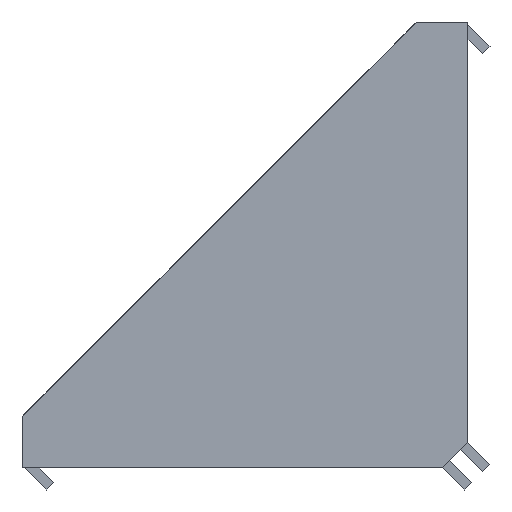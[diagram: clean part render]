
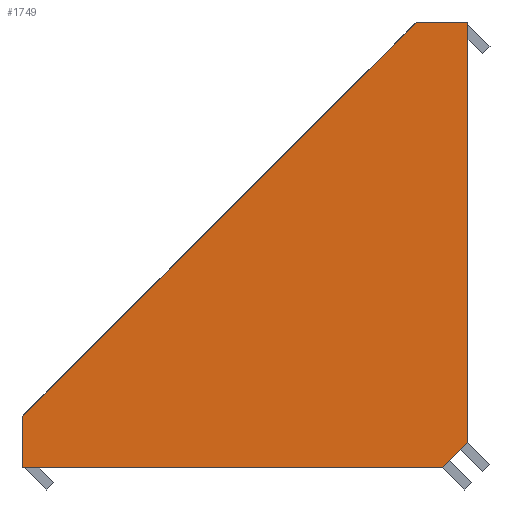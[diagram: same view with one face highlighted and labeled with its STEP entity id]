
A CAD part, left-side view. The second image highlights one B-rep face of the part: STEP entity #1749.
In plain terms, the highlighted planar face has unit normal (-1, 0, 0).
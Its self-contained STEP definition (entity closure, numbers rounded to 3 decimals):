
#18 = DIRECTION ( 'NONE',  ( 0., 0., 1. ) ) ;
#27 = ORIENTED_EDGE ( 'NONE', *, *, #2719, .F. ) ;
#43 = VERTEX_POINT ( 'NONE', #346 ) ;
#96 = AXIS2_PLACEMENT_3D ( 'NONE', #2787, #2301, #3012 ) ;
#99 = LINE ( 'NONE', #2391, #2037 ) ;
#152 = VERTEX_POINT ( 'NONE', #160 ) ;
#160 = CARTESIAN_POINT ( 'NONE',  ( -44., 86., 0. ) ) ;
#165 = DIRECTION ( 'NONE',  ( 0., -0.707, 0.707 ) ) ;
#248 = VECTOR ( 'NONE', #1747, 1000. ) ;
#268 = ORIENTED_EDGE ( 'NONE', *, *, #824, .T. ) ;
#324 = EDGE_CURVE ( 'NONE', #2771, #1927, #1223, .T. ) ;
#346 = CARTESIAN_POINT ( 'NONE',  ( -44., 86., 10. ) ) ;
#384 = CARTESIAN_POINT ( 'NONE',  ( -44., 0., 5. ) ) ;
#387 = ORIENTED_EDGE ( 'NONE', *, *, #2665, .F. ) ;
#440 = VECTOR ( 'NONE', #861, 1000. ) ;
#523 = CARTESIAN_POINT ( 'NONE',  ( -44., 10., 86. ) ) ;
#608 = EDGE_CURVE ( 'NONE', #1927, #863, #940, .T. ) ;
#811 = LINE ( 'NONE', #2854, #440 ) ;
#824 = EDGE_CURVE ( 'NONE', #1524, #863, #99, .T. ) ;
#861 = DIRECTION ( 'NONE',  ( 0., 1., 0. ) ) ;
#863 = VERTEX_POINT ( 'NONE', #384 ) ;
#940 = LINE ( 'NONE', #2722, #2233 ) ;
#977 = ORIENTED_EDGE ( 'NONE', *, *, #324, .F. ) ;
#1223 = LINE ( 'NONE', #2775, #248 ) ;
#1258 = LINE ( 'NONE', #523, #2337 ) ;
#1409 = ORIENTED_EDGE ( 'NONE', *, *, #608, .F. ) ;
#1487 = PLANE ( 'NONE',  #96 ) ;
#1523 = LINE ( 'NONE', #2265, #2611 ) ;
#1524 = VERTEX_POINT ( 'NONE', #2130 ) ;
#1737 = DIRECTION ( 'NONE',  ( 0., -0.707, 0.707 ) ) ;
#1747 = DIRECTION ( 'NONE',  ( 0., -1., 0. ) ) ;
#1749 = ADVANCED_FACE ( 'NONE', ( #2006 ), #1487, .F. ) ;
#1839 = CARTESIAN_POINT ( 'NONE',  ( -44., 10., 86. ) ) ;
#1863 = ORIENTED_EDGE ( 'NONE', *, *, #2664, .F. ) ;
#1864 = EDGE_LOOP ( 'NONE', ( #27, #268, #1409, #977, #1863, #387 ) ) ;
#1927 = VERTEX_POINT ( 'NONE', #2868 ) ;
#1992 = DIRECTION ( 'NONE',  ( 0., 0., -1. ) ) ;
#2006 = FACE_OUTER_BOUND ( 'NONE', #1864, .T. ) ;
#2037 = VECTOR ( 'NONE', #165, 1000. ) ;
#2130 = CARTESIAN_POINT ( 'NONE',  ( -44., 5., 0. ) ) ;
#2233 = VECTOR ( 'NONE', #1992, 1000. ) ;
#2265 = CARTESIAN_POINT ( 'NONE',  ( -44., 86., 0. ) ) ;
#2301 = DIRECTION ( 'NONE',  ( 1., 0., 0. ) ) ;
#2337 = VECTOR ( 'NONE', #1737, 1000. ) ;
#2391 = CARTESIAN_POINT ( 'NONE',  ( -44., 5., 0. ) ) ;
#2611 = VECTOR ( 'NONE', #18, 1000. ) ;
#2664 = EDGE_CURVE ( 'NONE', #43, #2771, #1258, .T. ) ;
#2665 = EDGE_CURVE ( 'NONE', #152, #43, #1523, .T. ) ;
#2719 = EDGE_CURVE ( 'NONE', #1524, #152, #811, .T. ) ;
#2722 = CARTESIAN_POINT ( 'NONE',  ( -44., 0., 0. ) ) ;
#2771 = VERTEX_POINT ( 'NONE', #1839 ) ;
#2775 = CARTESIAN_POINT ( 'NONE',  ( -44., 0., 86. ) ) ;
#2787 = CARTESIAN_POINT ( 'NONE',  ( -44., 0., 0. ) ) ;
#2854 = CARTESIAN_POINT ( 'NONE',  ( -44., 0., 0. ) ) ;
#2868 = CARTESIAN_POINT ( 'NONE',  ( -44., 0., 86. ) ) ;
#3012 = DIRECTION ( 'NONE',  ( 0., 0., -1. ) ) ;
